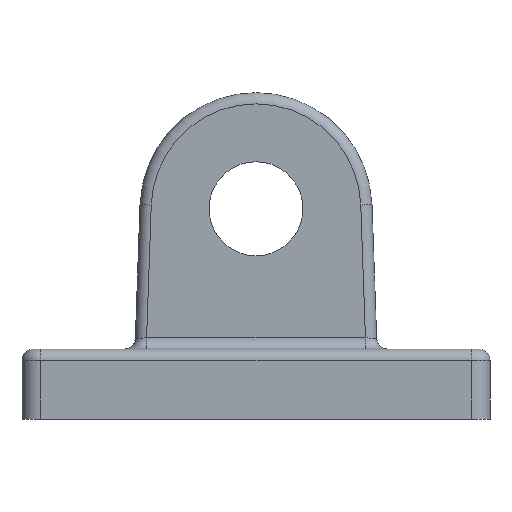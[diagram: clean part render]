
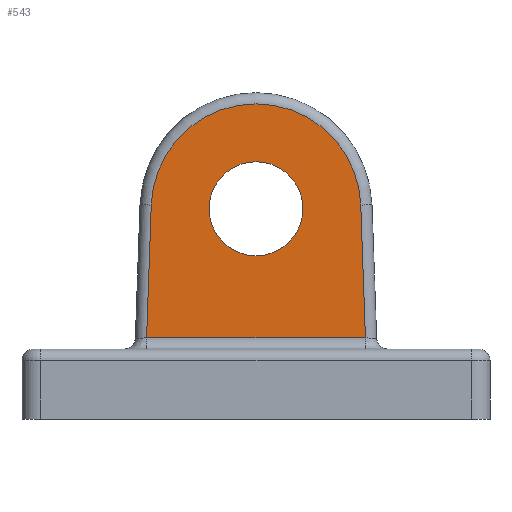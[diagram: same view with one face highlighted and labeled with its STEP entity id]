
A CAD part, left-side view. The second image highlights one B-rep face of the part: STEP entity #543.
In plain terms, the highlighted planar face has unit normal (-1, 0, 0).
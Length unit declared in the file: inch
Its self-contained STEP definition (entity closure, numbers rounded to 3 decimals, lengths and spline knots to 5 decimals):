
#4 = CARTESIAN_POINT ( 'NONE',  ( -0.375, -0.55966, 1.14454 ) ) ;
#71 = DIRECTION ( 'NONE',  ( 1., 0., 0. ) ) ;
#84 = CARTESIAN_POINT ( 'NONE',  ( -0.375, 0., 1.376 ) ) ;
#131 = LINE ( 'NONE', #973, #1353 ) ;
#137 = VECTOR ( 'NONE', #951, 39.37008 ) ;
#165 = CARTESIAN_POINT ( 'NONE',  ( -0.375, 0., 1.125 ) ) ;
#193 = DIRECTION ( 'NONE',  ( 0., 0., -1. ) ) ;
#399 = DIRECTION ( 'NONE',  ( 1., 0., 0. ) ) ;
#404 = EDGE_CURVE ( 'NONE', #1234, #964, #131, .T. ) ;
#407 = CARTESIAN_POINT ( 'NONE',  ( -0.375, 0., 1.125 ) ) ;
#421 = CARTESIAN_POINT ( 'NONE',  ( -0.375, 0., 1.125 ) ) ;
#441 = EDGE_CURVE ( 'NONE', #581, #982, #590, .T. ) ;
#449 = ORIENTED_EDGE ( 'NONE', *, *, #441, .T. ) ;
#450 = CARTESIAN_POINT ( 'NONE',  ( -0.375, 0.55966, 1.14454 ) ) ;
#474 = DIRECTION ( 'NONE',  ( 0., -1., 0. ) ) ;
#524 = EDGE_CURVE ( 'NONE', #1297, #870, #650, .T. ) ;
#543 = ADVANCED_FACE ( 'NONE', ( #1487, #1076 ), #1137, .F. ) ;
#576 = VECTOR ( 'NONE', #609, 39.37008 ) ;
#581 = VERTEX_POINT ( 'NONE', #1506 ) ;
#590 = CIRCLE ( 'NONE', #1206, 0.56 ) ;
#609 = DIRECTION ( 'NONE',  ( 0., 0.035, 0.999 ) ) ;
#615 = AXIS2_PLACEMENT_3D ( 'NONE', #421, #71, #193 ) ;
#620 = CIRCLE ( 'NONE', #615, 0.251 ) ;
#635 = EDGE_LOOP ( 'NONE', ( #1314, #1526 ) ) ;
#650 = CIRCLE ( 'NONE', #730, 0.251 ) ;
#651 = DIRECTION ( 'NONE',  ( 1., 0., 0. ) ) ;
#655 = EDGE_CURVE ( 'NONE', #982, #1234, #1131, .T. ) ;
#658 = ORIENTED_EDGE ( 'NONE', *, *, #404, .T. ) ;
#730 = AXIS2_PLACEMENT_3D ( 'NONE', #165, #651, #1490 ) ;
#738 = CARTESIAN_POINT ( 'NONE',  ( -0.375, 0.58444, 0.435 ) ) ;
#761 = LINE ( 'NONE', #4, #576 ) ;
#816 = ORIENTED_EDGE ( 'NONE', *, *, #655, .T. ) ;
#870 = VERTEX_POINT ( 'NONE', #84 ) ;
#873 = DIRECTION ( 'NONE',  ( -1., 0., 0. ) ) ;
#951 = DIRECTION ( 'NONE',  ( 0., 0.035, -0.999 ) ) ;
#964 = VERTEX_POINT ( 'NONE', #1555 ) ;
#973 = CARTESIAN_POINT ( 'NONE',  ( -0.375, -0.58653, 0.435 ) ) ;
#977 = AXIS2_PLACEMENT_3D ( 'NONE', #407, #399, #1268 ) ;
#982 = VERTEX_POINT ( 'NONE', #450 ) ;
#1076 = FACE_BOUND ( 'NONE', #635, .T. ) ;
#1087 = EDGE_LOOP ( 'NONE', ( #816, #658, #1162, #449 ) ) ;
#1116 = DIRECTION ( 'NONE',  ( 0., 0., -1. ) ) ;
#1131 = LINE ( 'NONE', #1558, #137 ) ;
#1137 = PLANE ( 'NONE',  #977 ) ;
#1162 = ORIENTED_EDGE ( 'NONE', *, *, #1167, .T. ) ;
#1167 = EDGE_CURVE ( 'NONE', #964, #581, #761, .T. ) ;
#1206 = AXIS2_PLACEMENT_3D ( 'NONE', #1246, #873, #1116 ) ;
#1234 = VERTEX_POINT ( 'NONE', #738 ) ;
#1246 = CARTESIAN_POINT ( 'NONE',  ( -0.375, 0., 1.125 ) ) ;
#1268 = DIRECTION ( 'NONE',  ( 0., 0., -1. ) ) ;
#1276 = CARTESIAN_POINT ( 'NONE',  ( -0.375, 0., 0.874 ) ) ;
#1297 = VERTEX_POINT ( 'NONE', #1276 ) ;
#1314 = ORIENTED_EDGE ( 'NONE', *, *, #1430, .T. ) ;
#1353 = VECTOR ( 'NONE', #474, 39.37008 ) ;
#1430 = EDGE_CURVE ( 'NONE', #870, #1297, #620, .T. ) ;
#1487 = FACE_OUTER_BOUND ( 'NONE', #1087, .T. ) ;
#1490 = DIRECTION ( 'NONE',  ( 0., 0., -1. ) ) ;
#1506 = CARTESIAN_POINT ( 'NONE',  ( -0.375, -0.55966, 1.14454 ) ) ;
#1526 = ORIENTED_EDGE ( 'NONE', *, *, #524, .T. ) ;
#1555 = CARTESIAN_POINT ( 'NONE',  ( -0.375, -0.58444, 0.435 ) ) ;
#1558 = CARTESIAN_POINT ( 'NONE',  ( -0.375, 0.55966, 1.14454 ) ) ;
